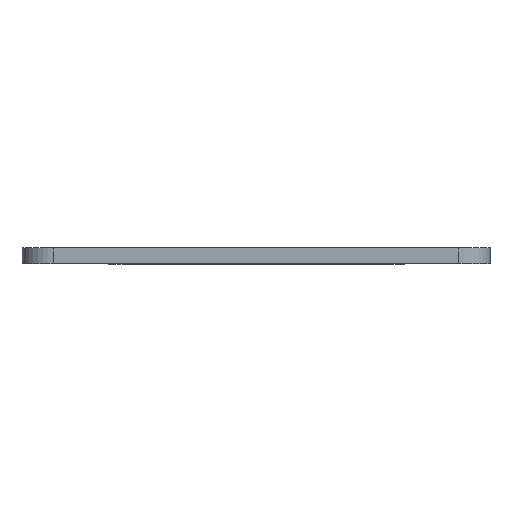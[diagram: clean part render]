
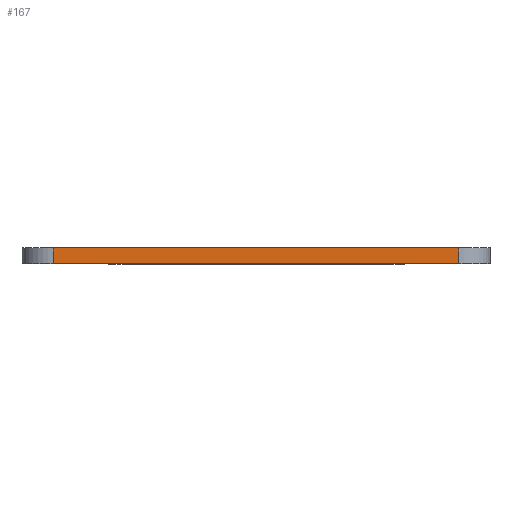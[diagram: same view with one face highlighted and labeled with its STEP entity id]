
A CAD part, top view. The second image highlights one B-rep face of the part: STEP entity #167.
In plain terms, the highlighted planar face has unit normal (0, 0, 1).
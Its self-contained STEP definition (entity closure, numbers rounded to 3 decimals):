
#15 = EDGE_CURVE ( 'NONE', #2639, #1009, #1681, .T. ) ;
#31 = ORIENTED_EDGE ( 'NONE', *, *, #15, .T. ) ;
#57 = DIRECTION ( 'NONE',  ( -1., 0., 0. ) ) ;
#99 = VECTOR ( 'NONE', #340, 1000. ) ;
#167 = ADVANCED_FACE ( 'NONE', ( #1082 ), #1332, .F. ) ;
#340 = DIRECTION ( 'NONE',  ( 0., 1., 0. ) ) ;
#411 = DIRECTION ( 'NONE',  ( 1., 0., 0. ) ) ;
#466 = VERTEX_POINT ( 'NONE', #717 ) ;
#488 = ORIENTED_EDGE ( 'NONE', *, *, #1246, .T. ) ;
#717 = CARTESIAN_POINT ( 'NONE',  ( 65., 5., 35. ) ) ;
#718 = EDGE_LOOP ( 'NONE', ( #488, #1192, #2492, #31 ) ) ;
#778 = CARTESIAN_POINT ( 'NONE',  ( -65., 5., 35. ) ) ;
#802 = CARTESIAN_POINT ( 'NONE',  ( -65., 0., 35. ) ) ;
#857 = VECTOR ( 'NONE', #411, 1000. ) ;
#924 = CARTESIAN_POINT ( 'NONE',  ( -65., 0., 35. ) ) ;
#925 = VECTOR ( 'NONE', #1511, 1000. ) ;
#1009 = VERTEX_POINT ( 'NONE', #924 ) ;
#1082 = FACE_OUTER_BOUND ( 'NONE', #718, .T. ) ;
#1192 = ORIENTED_EDGE ( 'NONE', *, *, #2579, .T. ) ;
#1246 = EDGE_CURVE ( 'NONE', #1009, #1646, #2483, .T. ) ;
#1265 = EDGE_CURVE ( 'NONE', #2639, #466, #1492, .T. ) ;
#1332 = PLANE ( 'NONE',  #1827 ) ;
#1487 = CARTESIAN_POINT ( 'NONE',  ( 0., 5., 35. ) ) ;
#1492 = LINE ( 'NONE', #1487, #925 ) ;
#1511 = DIRECTION ( 'NONE',  ( 1., 0., 0. ) ) ;
#1646 = VERTEX_POINT ( 'NONE', #1793 ) ;
#1681 = LINE ( 'NONE', #802, #2733 ) ;
#1793 = CARTESIAN_POINT ( 'NONE',  ( 65., 0., 35. ) ) ;
#1827 = AXIS2_PLACEMENT_3D ( 'NONE', #2589, #1937, #57 ) ;
#1897 = CARTESIAN_POINT ( 'NONE',  ( 0., 0., 35. ) ) ;
#1937 = DIRECTION ( 'NONE',  ( 0., 0., -1. ) ) ;
#2253 = CARTESIAN_POINT ( 'NONE',  ( 65., 5., 35. ) ) ;
#2483 = LINE ( 'NONE', #1897, #857 ) ;
#2491 = DIRECTION ( 'NONE',  ( 0., -1., 0. ) ) ;
#2492 = ORIENTED_EDGE ( 'NONE', *, *, #1265, .F. ) ;
#2507 = LINE ( 'NONE', #2253, #99 ) ;
#2579 = EDGE_CURVE ( 'NONE', #1646, #466, #2507, .T. ) ;
#2589 = CARTESIAN_POINT ( 'NONE',  ( 0., 5., 35. ) ) ;
#2639 = VERTEX_POINT ( 'NONE', #778 ) ;
#2733 = VECTOR ( 'NONE', #2491, 1000. ) ;
